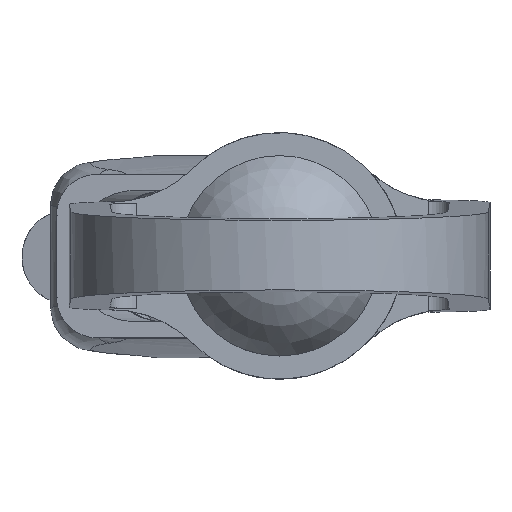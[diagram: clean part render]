
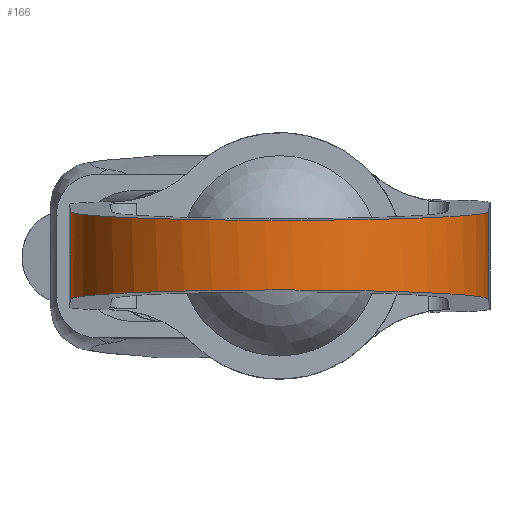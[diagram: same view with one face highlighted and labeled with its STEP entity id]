
A CAD part, top view. The second image highlights one B-rep face of the part: STEP entity #166.
In plain terms, the highlighted cylindrical face has radius 15.378 mm (diameter 30.756 mm), a partial arc.
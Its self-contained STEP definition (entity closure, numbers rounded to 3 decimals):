
#166=ADVANCED_FACE('',(#487),#486,.T.);
#486=CYLINDRICAL_SURFACE('',#2061,15.378);
#487=FACE_OUTER_BOUND('',#2062,.T.);
#2058=CARTESIAN_POINT('',(0.,-990.921,-15.378));
#2059=DIRECTION('',(0.,-1.,0.));
#2060=DIRECTION('',(0.,0.,-1.));
#2061=AXIS2_PLACEMENT_3D('',#2058,#2059,#2060);
#2062=EDGE_LOOP('',(#4017,#4018,#4019,#4020));
#4017=ORIENTED_EDGE('',*,*,#4857,.T.);
#4018=ORIENTED_EDGE('',*,*,#4865,.T.);
#4019=ORIENTED_EDGE('',*,*,#4832,.T.);
#4020=ORIENTED_EDGE('',*,*,#4866,.F.);
#4832=EDGE_CURVE('',#5513,#5506,#5514,.T.);
#4857=EDGE_CURVE('',#5682,#5675,#5683,.T.);
#4865=EDGE_CURVE('',#5675,#5513,#5731,.T.);
#4866=EDGE_CURVE('',#5682,#5506,#5737,.T.);
#5506=VERTEX_POINT('',#8345);
#5513=VERTEX_POINT('',#8349);
#5514=(BOUNDED_CURVE() B_SPLINE_CURVE(2,(#8350,#8351,#8352,#8353,#8354),.UNSPECIFIED.,.F.,.F.) B_SPLINE_CURVE_WITH_KNOTS((3,2,3),(1.578,3.141,4.703),.UNSPECIFIED.) CURVE() GEOMETRIC_REPRESENTATION_ITEM() RATIONAL_B_SPLINE_CURVE((1.,0.71,1.,0.71,1.)) REPRESENTATION_ITEM('') );
#5675=VERTEX_POINT('',#8461);
#5682=VERTEX_POINT('',#8465);
#5683=(BOUNDED_CURVE() B_SPLINE_CURVE(2,(#8466,#8467,#8468,#8469,#8470),.UNSPECIFIED.,.F.,.F.) B_SPLINE_CURVE_WITH_KNOTS((3,2,3),(4.722,6.284,7.846),.UNSPECIFIED.) CURVE() GEOMETRIC_REPRESENTATION_ITEM() RATIONAL_B_SPLINE_CURVE((1.,0.71,1.,0.71,1.)) REPRESENTATION_ITEM('') );
#5731=LINE('',#8491,#8492);
#5737=LINE('',#8494,#8495);
#8345=CARTESIAN_POINT('',(-15.378,3.225,-15.232));
#8349=CARTESIAN_POINT('',(15.377,3.227,-15.262));
#8350=CARTESIAN_POINT('',(15.377,3.227,-15.262));
#8351=CARTESIAN_POINT('',(15.263,2.566,-0.015));
#8352=CARTESIAN_POINT('',(0.015,2.566,0.));
#8353=CARTESIAN_POINT('',(-15.233,2.565,0.015));
#8354=CARTESIAN_POINT('',(-15.378,3.225,-15.232));
#8461=CARTESIAN_POINT('',(15.377,-3.227,-15.262));
#8465=CARTESIAN_POINT('',(-15.378,-3.225,-15.232));
#8466=CARTESIAN_POINT('',(-15.378,-3.225,-15.232));
#8467=CARTESIAN_POINT('',(-15.233,-2.565,0.015));
#8468=CARTESIAN_POINT('',(0.015,-2.566,0.));
#8469=CARTESIAN_POINT('',(15.263,-2.566,-0.015));
#8470=CARTESIAN_POINT('',(15.377,-3.227,-15.262));
#8491=CARTESIAN_POINT('',(15.377,-3.227,-15.262));
#8492=VECTOR('',#8493,6.453);
#8493=DIRECTION('',(0.,1.,0.));
#8494=CARTESIAN_POINT('',(-15.378,-3.225,-15.232));
#8495=VECTOR('',#8496,6.451);
#8496=DIRECTION('',(0.,1.,0.));
